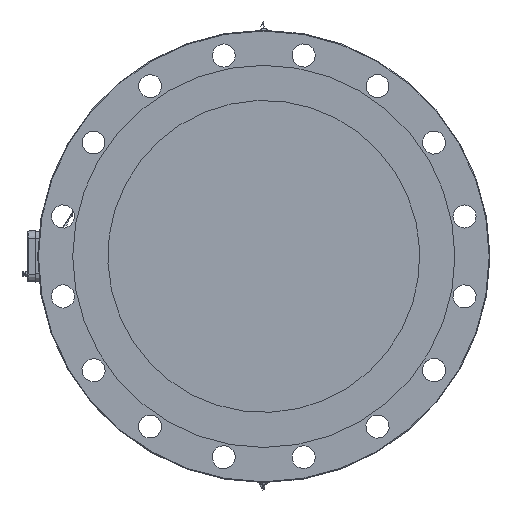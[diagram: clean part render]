
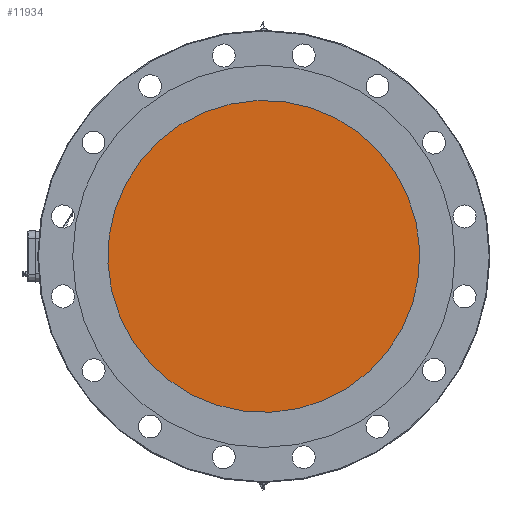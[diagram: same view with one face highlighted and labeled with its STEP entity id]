
A CAD part, left-side view. The second image highlights one B-rep face of the part: STEP entity #11934.
In plain terms, the highlighted planar face has unit normal (-1, 0, 0).
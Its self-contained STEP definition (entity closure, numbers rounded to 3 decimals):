
#2755=PLANE('',#12771);
#3453=FACE_OUTER_BOUND('',#4219,.T.);
#4219=EDGE_LOOP('',(#9417));
#4697=CIRCLE('',#12764,215.);
#5510=VERTEX_POINT('',#21227);
#6884=EDGE_CURVE('',#5510,#5510,#4697,.T.);
#9417=ORIENTED_EDGE('',*,*,#6884,.F.);
#11934=ADVANCED_FACE('',(#3453),#2755,.T.);
#12764=AXIS2_PLACEMENT_3D('',#21228,#14976,#14977);
#12771=AXIS2_PLACEMENT_3D('',#21888,#14996,#14997);
#14976=DIRECTION('center_axis',(1.,0.,0.));
#14977=DIRECTION('ref_axis',(0.,0.,-1.));
#14996=DIRECTION('center_axis',(-1.,0.,0.));
#14997=DIRECTION('ref_axis',(0.,0.,-1.));
#21227=CARTESIAN_POINT('',(-362.,0.,-215.));
#21228=CARTESIAN_POINT('Origin',(-362.,0.,0.));
#21888=CARTESIAN_POINT('Origin',(-362.,0.,0.));
